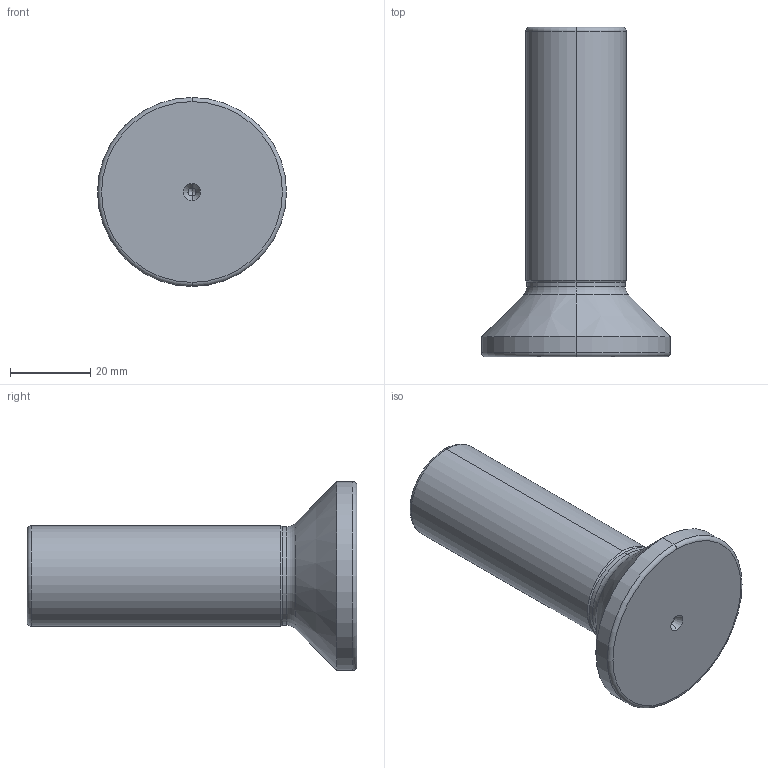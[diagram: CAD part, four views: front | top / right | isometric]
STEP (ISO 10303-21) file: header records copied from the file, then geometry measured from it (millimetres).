
FILE_DESCRIPTION (( 'STEP AP214' ), '1' );
FILE_NAME ('804 258 Positionier-Nippel 2000.STEP', '2014-09-29T14:04:21', ( '' ), ( '' ), 'SwSTEP 2.0', 'SolidWorks 2013', '' );
FILE_SCHEMA (( 'AUTOMOTIVE_DESIGN' ));
Length unit declared in the file: millimetre
Products named in the file (1): 804 258 Positionier-Nippel 2000
Bounding box: 47 x 82 x 47 mm (x, y, z)
Volume: 52493.3 mm3; surface area: 9846.9 mm2
Topology: 1 solids, 1 shells, 30 faces, 62 edges, 32 vertices
Faces by surface type: cone 12, cylinder 10, torus 6, plane 2
Entity records: 792 total; most frequent: DIRECTION 156, CARTESIAN_POINT 121, ORIENTED_EDGE 116, AXIS2_PLACEMENT_3D 67, EDGE_CURVE 58, CIRCLE 36, EDGE_LOOP 32, VERTEX_POINT 32
